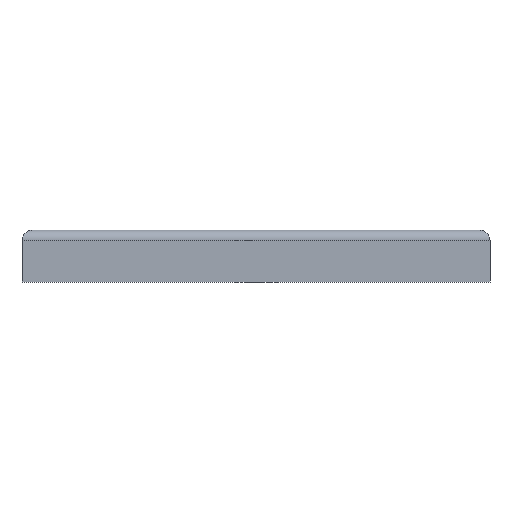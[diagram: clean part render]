
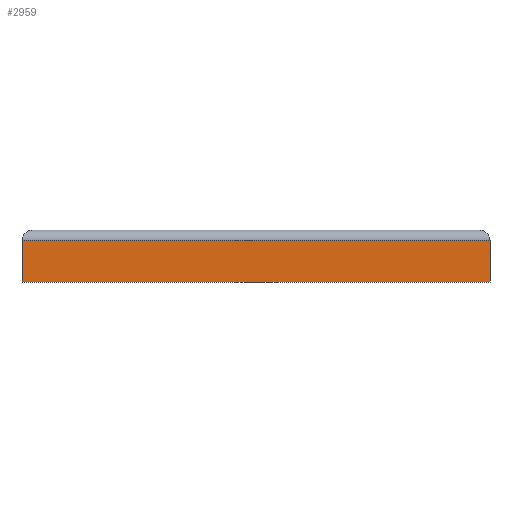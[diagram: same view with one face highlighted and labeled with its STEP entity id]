
A CAD part, left-side view. The second image highlights one B-rep face of the part: STEP entity #2959.
In plain terms, the highlighted planar face has unit normal (-1, 0, 0).
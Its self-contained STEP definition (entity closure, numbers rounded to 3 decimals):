
#396=PLANE('',#3148);
#444=FACE_OUTER_BOUND('',#615,.T.);
#615=EDGE_LOOP('',(#2029,#2030,#2031,#2032));
#808=LINE('',#3574,#1025);
#810=LINE('',#3578,#1027);
#811=LINE('',#3580,#1028);
#812=LINE('',#3581,#1029);
#1025=VECTOR('',#3228,10.);
#1027=VECTOR('',#3232,10.);
#1028=VECTOR('',#3233,10.);
#1029=VECTOR('',#3234,10.);
#1239=VERTEX_POINT('',#3558);
#1243=VERTEX_POINT('',#3570);
#1244=VERTEX_POINT('',#3577);
#1245=VERTEX_POINT('',#3579);
#1556=EDGE_CURVE('',#1239,#1243,#808,.T.);
#1558=EDGE_CURVE('',#1244,#1239,#810,.T.);
#1559=EDGE_CURVE('',#1244,#1245,#811,.T.);
#1560=EDGE_CURVE('',#1245,#1243,#812,.T.);
#2029=ORIENTED_EDGE('',*,*,#1556,.F.);
#2030=ORIENTED_EDGE('',*,*,#1558,.F.);
#2031=ORIENTED_EDGE('',*,*,#1559,.T.);
#2032=ORIENTED_EDGE('',*,*,#1560,.T.);
#2959=ADVANCED_FACE('',(#444),#396,.T.);
#3148=AXIS2_PLACEMENT_3D('',#3576,#3230,#3231);
#3228=DIRECTION('',(0.,-1.,0.));
#3230=DIRECTION('center_axis',(-1.,0.,0.));
#3231=DIRECTION('ref_axis',(0.,-1.,0.));
#3232=DIRECTION('',(0.,0.,1.));
#3233=DIRECTION('',(0.,-1.,0.));
#3234=DIRECTION('',(0.,0.,1.));
#3558=CARTESIAN_POINT('',(0.,45.,4.));
#3570=CARTESIAN_POINT('',(0.,0.,4.));
#3574=CARTESIAN_POINT('',(0.,33.75,4.));
#3576=CARTESIAN_POINT('Origin',(0.,45.,0.));
#3577=CARTESIAN_POINT('',(0.,45.,0.));
#3578=CARTESIAN_POINT('',(0.,45.,0.));
#3579=CARTESIAN_POINT('',(0.,0.,0.));
#3580=CARTESIAN_POINT('',(0.,45.,0.));
#3581=CARTESIAN_POINT('',(0.,0.,0.));
